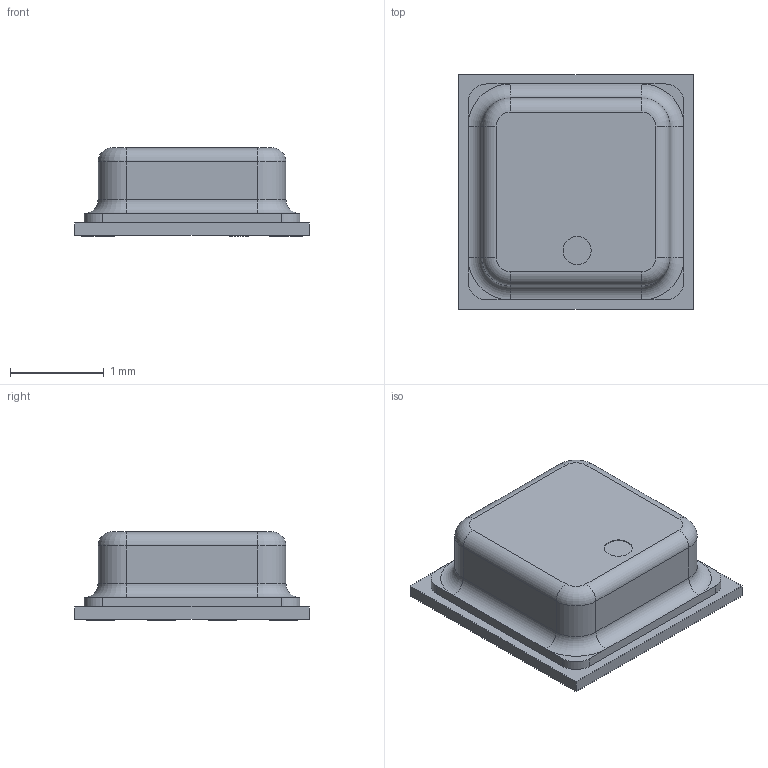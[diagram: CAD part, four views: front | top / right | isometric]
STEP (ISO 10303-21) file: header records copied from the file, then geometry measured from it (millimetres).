
FILE_DESCRIPTION (( 'STEP AP214' ), '1' );
FILE_NAME ('LGA-8_L2.5-W2.5-H0.9-P0.65.step', '2023-11-23T08:54:08', ( '' ), ( '' ), 'SwSTEP 2.0', 'SolidWorks 2020', '' );
FILE_SCHEMA (( 'AUTOMOTIVE_DESIGN' ));
Length unit declared in the file: millimetre
Products named in the file (1): LGA-8_L2.5-W2.5-H0.9-P0.65
Bounding box: 2.5 x 2.5 x 0.94 mm (x, y, z)
Volume: 4.1 mm3; surface area: 19.1 mm2
Topology: 1 solids, 1 shells, 313 faces, 819 edges, 538 vertices
Faces by surface type: plane 187, bspline 98, cylinder 20, torus 8
Entity records: 13518 total; most frequent: CARTESIAN_POINT 2977, ORIENTED_EDGE 1638, DIRECTION 1099, EDGE_CURVE 819, LINE 571, VECTOR 571, VERTEX_POINT 538, EDGE_LOOP 343
